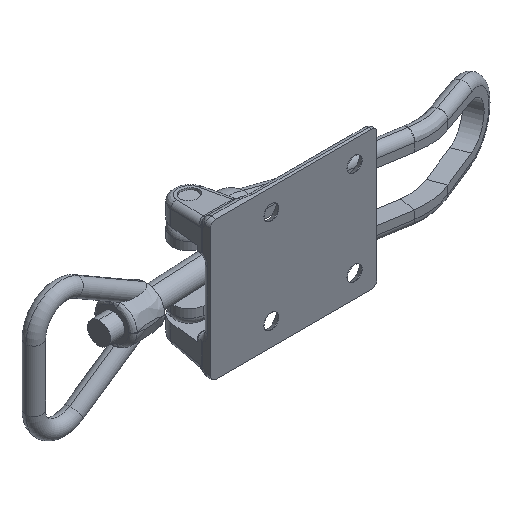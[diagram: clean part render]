
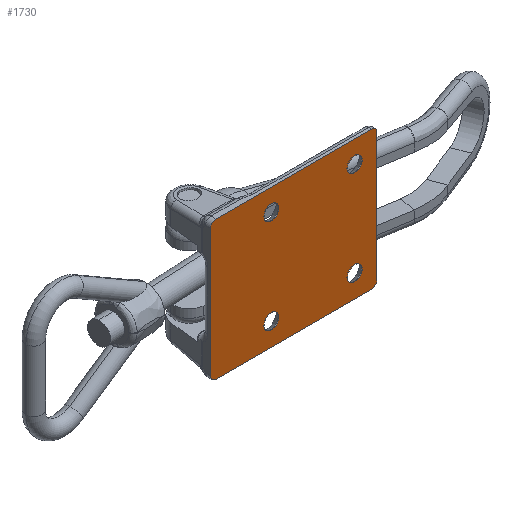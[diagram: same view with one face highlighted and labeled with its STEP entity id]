
A CAD part, isometric view. The second image highlights one B-rep face of the part: STEP entity #1730.
In plain terms, the highlighted planar face has unit normal (0, -1, 0).
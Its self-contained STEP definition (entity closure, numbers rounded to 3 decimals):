
#87 = CARTESIAN_POINT ( 'NONE',  ( 0., 0., -48. ) ) ;
#292 = CIRCLE ( 'NONE', #8095, 2.65 ) ;
#336 = AXIS2_PLACEMENT_3D ( 'NONE', #9328, #5642, #4720 ) ;
#421 = DIRECTION ( 'NONE',  ( 0., -1., 0. ) ) ;
#461 = ORIENTED_EDGE ( 'NONE', *, *, #4269, .T. ) ;
#499 = EDGE_LOOP ( 'NONE', ( #11349, #1549, #8711, #2011, #5050, #10825, #2795, #3135 ) ) ;
#637 = ORIENTED_EDGE ( 'NONE', *, *, #3639, .T. ) ;
#656 = EDGE_CURVE ( 'NONE', #709, #5878, #4151, .T. ) ;
#673 = EDGE_CURVE ( 'NONE', #7710, #5878, #6570, .T. ) ;
#709 = VERTEX_POINT ( 'NONE', #3968 ) ;
#741 = EDGE_CURVE ( 'NONE', #7710, #11868, #10945, .T. ) ;
#881 = DIRECTION ( 'NONE',  ( 0., -1., 0. ) ) ;
#1012 = CIRCLE ( 'NONE', #4768, 2.65 ) ;
#1063 = CARTESIAN_POINT ( 'NONE',  ( -38., 0., -8. ) ) ;
#1075 = EDGE_LOOP ( 'NONE', ( #6201, #7821 ) ) ;
#1129 = VECTOR ( 'NONE', #6642, 1000. ) ;
#1390 = AXIS2_PLACEMENT_3D ( 'NONE', #8429, #2919, #9376 ) ;
#1524 = CARTESIAN_POINT ( 'NONE',  ( -8., 0., -42. ) ) ;
#1549 = ORIENTED_EDGE ( 'NONE', *, *, #8214, .T. ) ;
#1654 = CIRCLE ( 'NONE', #2967, 2. ) ;
#1725 = ORIENTED_EDGE ( 'NONE', *, *, #6314, .T. ) ;
#1730 = ADVANCED_FACE ( 'NONE', ( #2693, #5129, #3276, #2411, #11943 ), #6561, .F. ) ;
#1748 = LINE ( 'NONE', #7906, #11260 ) ;
#1776 = CARTESIAN_POINT ( 'NONE',  ( -60., 0., -48. ) ) ;
#1788 = AXIS2_PLACEMENT_3D ( 'NONE', #1063, #7475, #1991 ) ;
#1867 = DIRECTION ( 'NONE',  ( 0., 1., 0. ) ) ;
#1991 = DIRECTION ( 'NONE',  ( 0., 0., 1. ) ) ;
#2011 = ORIENTED_EDGE ( 'NONE', *, *, #4599, .T. ) ;
#2314 = EDGE_CURVE ( 'NONE', #11902, #11851, #11496, .T. ) ;
#2411 = FACE_BOUND ( 'NONE', #4834, .T. ) ;
#2440 = DIRECTION ( 'NONE',  ( 0., 0., 1. ) ) ;
#2574 = DIRECTION ( 'NONE',  ( 0., 1., 0. ) ) ;
#2693 = FACE_BOUND ( 'NONE', #4974, .T. ) ;
#2724 = CARTESIAN_POINT ( 'NONE',  ( 0., 0., 0. ) ) ;
#2795 = ORIENTED_EDGE ( 'NONE', *, *, #656, .F. ) ;
#2889 = EDGE_CURVE ( 'NONE', #8826, #10585, #1748, .T. ) ;
#2919 = DIRECTION ( 'NONE',  ( 0., 1., 0. ) ) ;
#2934 = CARTESIAN_POINT ( 'NONE',  ( -38., 0., -10.65 ) ) ;
#2958 = EDGE_LOOP ( 'NONE', ( #1725, #637 ) ) ;
#2967 = AXIS2_PLACEMENT_3D ( 'NONE', #9079, #3563, #10019 ) ;
#3135 = ORIENTED_EDGE ( 'NONE', *, *, #11363, .T. ) ;
#3276 = FACE_BOUND ( 'NONE', #2958, .T. ) ;
#3346 = CARTESIAN_POINT ( 'NONE',  ( 0., 0., -2. ) ) ;
#3371 = CIRCLE ( 'NONE', #6280, 2.65 ) ;
#3473 = ORIENTED_EDGE ( 'NONE', *, *, #9464, .T. ) ;
#3563 = DIRECTION ( 'NONE',  ( 0., -1., 0. ) ) ;
#3585 = CIRCLE ( 'NONE', #5288, 2.65 ) ;
#3639 = EDGE_CURVE ( 'NONE', #11509, #5681, #8940, .T. ) ;
#3665 = CARTESIAN_POINT ( 'NONE',  ( -8., 0., -42. ) ) ;
#3968 = CARTESIAN_POINT ( 'NONE',  ( -58., 0., 0. ) ) ;
#4037 = VERTEX_POINT ( 'NONE', #1776 ) ;
#4151 = LINE ( 'NONE', #5482, #7171 ) ;
#4269 = EDGE_CURVE ( 'NONE', #11851, #11902, #292, .T. ) ;
#4438 = VECTOR ( 'NONE', #5034, 1000. ) ;
#4569 = EDGE_CURVE ( 'NONE', #5231, #6793, #1012, .T. ) ;
#4578 = DIRECTION ( 'NONE',  ( 0., 0., 1. ) ) ;
#4599 = EDGE_CURVE ( 'NONE', #8826, #11868, #10535, .T. ) ;
#4603 = ORIENTED_EDGE ( 'NONE', *, *, #9069, .T. ) ;
#4720 = DIRECTION ( 'NONE',  ( 0., 0., 1. ) ) ;
#4734 = CARTESIAN_POINT ( 'NONE',  ( -38., 0., -39.35 ) ) ;
#4768 = AXIS2_PLACEMENT_3D ( 'NONE', #10962, #5399, #11896 ) ;
#4817 = CIRCLE ( 'NONE', #1390, 2.65 ) ;
#4834 = EDGE_LOOP ( 'NONE', ( #7918, #461 ) ) ;
#4859 = VERTEX_POINT ( 'NONE', #5459 ) ;
#4974 = EDGE_LOOP ( 'NONE', ( #4603, #3473 ) ) ;
#5034 = DIRECTION ( 'NONE',  ( 0., 0., 1. ) ) ;
#5050 = ORIENTED_EDGE ( 'NONE', *, *, #741, .F. ) ;
#5067 = CARTESIAN_POINT ( 'NONE',  ( -2., 0., -50. ) ) ;
#5129 = FACE_BOUND ( 'NONE', #1075, .T. ) ;
#5231 = VERTEX_POINT ( 'NONE', #8978 ) ;
#5288 = AXIS2_PLACEMENT_3D ( 'NONE', #1524, #7942, #2440 ) ;
#5309 = CIRCLE ( 'NONE', #5317, 2. ) ;
#5317 = AXIS2_PLACEMENT_3D ( 'NONE', #5931, #421, #6835 ) ;
#5399 = DIRECTION ( 'NONE',  ( 0., 1., 0. ) ) ;
#5459 = CARTESIAN_POINT ( 'NONE',  ( -8., 0., -39.35 ) ) ;
#5482 = CARTESIAN_POINT ( 'NONE',  ( 0., 0., 0. ) ) ;
#5577 = EDGE_CURVE ( 'NONE', #4037, #7272, #6881, .T. ) ;
#5642 = DIRECTION ( 'NONE',  ( 0., 1., 0. ) ) ;
#5681 = VERTEX_POINT ( 'NONE', #6117 ) ;
#5878 = VERTEX_POINT ( 'NONE', #11094 ) ;
#5931 = CARTESIAN_POINT ( 'NONE',  ( -58., 0., -2. ) ) ;
#6117 = CARTESIAN_POINT ( 'NONE',  ( -38., 0., -5.35 ) ) ;
#6201 = ORIENTED_EDGE ( 'NONE', *, *, #7790, .T. ) ;
#6280 = AXIS2_PLACEMENT_3D ( 'NONE', #8087, #2574, #9009 ) ;
#6314 = EDGE_CURVE ( 'NONE', #5681, #11509, #4817, .T. ) ;
#6371 = CARTESIAN_POINT ( 'NONE',  ( -2., 0., -48. ) ) ;
#6561 = PLANE ( 'NONE',  #336 ) ;
#6570 = CIRCLE ( 'NONE', #10832, 2. ) ;
#6642 = DIRECTION ( 'NONE',  ( 0., 0., -1. ) ) ;
#6793 = VERTEX_POINT ( 'NONE', #4734 ) ;
#6835 = DIRECTION ( 'NONE',  ( 0., 0., 1. ) ) ;
#6881 = LINE ( 'NONE', #11506, #4438 ) ;
#6993 = AXIS2_PLACEMENT_3D ( 'NONE', #3665, #10122, #4578 ) ;
#7125 = AXIS2_PLACEMENT_3D ( 'NONE', #7528, #7492, #10267 ) ;
#7171 = VECTOR ( 'NONE', #8392, 1000. ) ;
#7272 = VERTEX_POINT ( 'NONE', #9955 ) ;
#7298 = DIRECTION ( 'NONE',  ( 0., 0., 1. ) ) ;
#7355 = CARTESIAN_POINT ( 'NONE',  ( -8., 0., -8. ) ) ;
#7475 = DIRECTION ( 'NONE',  ( 0., 1., 0. ) ) ;
#7492 = DIRECTION ( 'NONE',  ( 0., 1., 0. ) ) ;
#7494 = DIRECTION ( 'NONE',  ( 0., 0., 1. ) ) ;
#7528 = CARTESIAN_POINT ( 'NONE',  ( -8., 0., -8. ) ) ;
#7710 = VERTEX_POINT ( 'NONE', #3346 ) ;
#7790 = EDGE_CURVE ( 'NONE', #6793, #5231, #3371, .T. ) ;
#7821 = ORIENTED_EDGE ( 'NONE', *, *, #4569, .T. ) ;
#7906 = CARTESIAN_POINT ( 'NONE',  ( 0., 0., -50. ) ) ;
#7918 = ORIENTED_EDGE ( 'NONE', *, *, #2314, .T. ) ;
#7942 = DIRECTION ( 'NONE',  ( 0., 1., 0. ) ) ;
#8042 = CARTESIAN_POINT ( 'NONE',  ( -58., 0., -50. ) ) ;
#8087 = CARTESIAN_POINT ( 'NONE',  ( -38., 0., -42. ) ) ;
#8095 = AXIS2_PLACEMENT_3D ( 'NONE', #7355, #1867, #8282 ) ;
#8214 = EDGE_CURVE ( 'NONE', #4037, #10585, #1654, .T. ) ;
#8282 = DIRECTION ( 'NONE',  ( 0., 0., 1. ) ) ;
#8392 = DIRECTION ( 'NONE',  ( 1., 0., 0. ) ) ;
#8429 = CARTESIAN_POINT ( 'NONE',  ( -38., 0., -8. ) ) ;
#8689 = DIRECTION ( 'NONE',  ( 0., -1., 0. ) ) ;
#8711 = ORIENTED_EDGE ( 'NONE', *, *, #2889, .F. ) ;
#8826 = VERTEX_POINT ( 'NONE', #5067 ) ;
#8940 = CIRCLE ( 'NONE', #1788, 2.65 ) ;
#8978 = CARTESIAN_POINT ( 'NONE',  ( -38., 0., -44.65 ) ) ;
#9009 = DIRECTION ( 'NONE',  ( 0., 0., 1. ) ) ;
#9069 = EDGE_CURVE ( 'NONE', #4859, #11056, #11975, .T. ) ;
#9079 = CARTESIAN_POINT ( 'NONE',  ( -58., 0., -48. ) ) ;
#9105 = AXIS2_PLACEMENT_3D ( 'NONE', #6371, #881, #7298 ) ;
#9165 = CARTESIAN_POINT ( 'NONE',  ( -8., 0., -44.65 ) ) ;
#9328 = CARTESIAN_POINT ( 'NONE',  ( 0., 0., 0. ) ) ;
#9376 = DIRECTION ( 'NONE',  ( 0., 0., 1. ) ) ;
#9464 = EDGE_CURVE ( 'NONE', #11056, #4859, #3585, .T. ) ;
#9753 = CARTESIAN_POINT ( 'NONE',  ( -8., 0., -10.65 ) ) ;
#9955 = CARTESIAN_POINT ( 'NONE',  ( -60., 0., -2. ) ) ;
#10019 = DIRECTION ( 'NONE',  ( 0., 0., 1. ) ) ;
#10122 = DIRECTION ( 'NONE',  ( 0., 1., 0. ) ) ;
#10185 = CARTESIAN_POINT ( 'NONE',  ( -2., 0., -2. ) ) ;
#10267 = DIRECTION ( 'NONE',  ( 0., 0., 1. ) ) ;
#10535 = CIRCLE ( 'NONE', #9105, 2. ) ;
#10585 = VERTEX_POINT ( 'NONE', #8042 ) ;
#10634 = DIRECTION ( 'NONE',  ( -1., 0., 0. ) ) ;
#10825 = ORIENTED_EDGE ( 'NONE', *, *, #673, .T. ) ;
#10832 = AXIS2_PLACEMENT_3D ( 'NONE', #10185, #8689, #7494 ) ;
#10945 = LINE ( 'NONE', #2724, #1129 ) ;
#10962 = CARTESIAN_POINT ( 'NONE',  ( -38., 0., -42. ) ) ;
#11056 = VERTEX_POINT ( 'NONE', #9165 ) ;
#11094 = CARTESIAN_POINT ( 'NONE',  ( -2., 0., 0. ) ) ;
#11260 = VECTOR ( 'NONE', #10634, 1000. ) ;
#11349 = ORIENTED_EDGE ( 'NONE', *, *, #5577, .F. ) ;
#11363 = EDGE_CURVE ( 'NONE', #709, #7272, #5309, .T. ) ;
#11378 = CARTESIAN_POINT ( 'NONE',  ( -8., 0., -5.35 ) ) ;
#11496 = CIRCLE ( 'NONE', #7125, 2.65 ) ;
#11506 = CARTESIAN_POINT ( 'NONE',  ( -60., 0., 0. ) ) ;
#11509 = VERTEX_POINT ( 'NONE', #2934 ) ;
#11851 = VERTEX_POINT ( 'NONE', #9753 ) ;
#11868 = VERTEX_POINT ( 'NONE', #87 ) ;
#11896 = DIRECTION ( 'NONE',  ( 0., 0., 1. ) ) ;
#11902 = VERTEX_POINT ( 'NONE', #11378 ) ;
#11943 = FACE_OUTER_BOUND ( 'NONE', #499, .T. ) ;
#11975 = CIRCLE ( 'NONE', #6993, 2.65 ) ;
